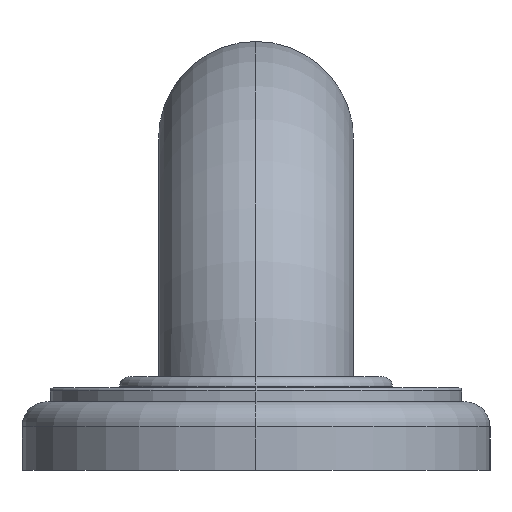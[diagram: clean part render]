
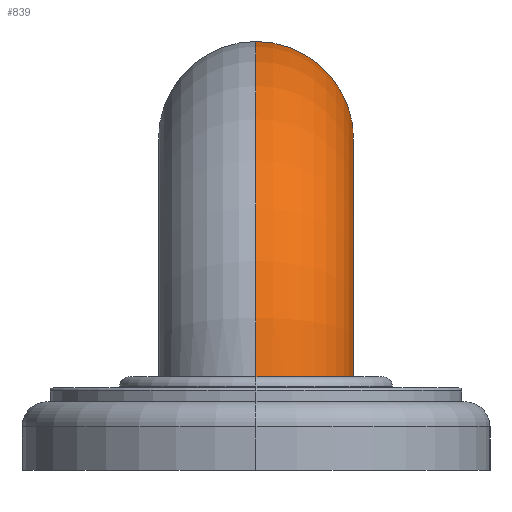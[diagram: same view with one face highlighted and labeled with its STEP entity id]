
A CAD part, left-side view. The second image highlights one B-rep face of the part: STEP entity #839.
In plain terms, the highlighted toroidal (fillet/blend) face has major radius 41.275 mm and minor radius 15.875 mm.
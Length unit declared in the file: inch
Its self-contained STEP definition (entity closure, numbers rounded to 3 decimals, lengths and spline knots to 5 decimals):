
#232=CARTESIAN_POINT('',(-6.375,0.,2.125));
#233=DIRECTION('',(1.,0.,0.));
#234=DIRECTION('',(0.,0.,1.));
#235=AXIS2_PLACEMENT_3D('',#232,#233,#234);
#241=CARTESIAN_POINT('',(-6.375,0.,0.5));
#242=DIRECTION('',(0.,1.,0.));
#243=DIRECTION('',(-0.999,0.,0.044));
#244=AXIS2_PLACEMENT_3D('',#241,#242,#243);
#246=CARTESIAN_POINT('',(-7.36999,0.,0.6));
#277=CARTESIAN_POINT('',(-8.62278,0.,0.6));
#279=CARTESIAN_POINT('',(-8.62278,0.,0.6));
#280=CARTESIAN_POINT('',(-8.62278,-0.02263,0.6));
#281=CARTESIAN_POINT('',(-8.62034,-0.06758,0.6));
#282=CARTESIAN_POINT('',(-8.60936,-0.13456,0.6));
#283=CARTESIAN_POINT('',(-8.59123,-0.19981,0.6));
#284=CARTESIAN_POINT('',(-8.56611,-0.26285,0.6));
#285=CARTESIAN_POINT('',(-8.53438,-0.32268,0.6));
#286=CARTESIAN_POINT('',(-8.49625,-0.37888,0.6));
#287=CARTESIAN_POINT('',(-8.4524,-0.43048,0.6));
#288=CARTESIAN_POINT('',(-8.40303,-0.47721,0.6));
#289=CARTESIAN_POINT('',(-8.3491,-0.51818,0.6));
#290=CARTESIAN_POINT('',(-8.29079,-0.55324,0.6));
#291=CARTESIAN_POINT('',(-8.22928,-0.58167,0.6));
#292=CARTESIAN_POINT('',(-8.16474,-0.6034,0.6));
#293=CARTESIAN_POINT('',(-8.09852,-0.61796,0.6));
#294=CARTESIAN_POINT('',(-8.03075,-0.62532,0.6));
#295=CARTESIAN_POINT('',(-7.9629,-0.62531,0.6));
#296=CARTESIAN_POINT('',(-7.8951,-0.61793,0.6));
#297=CARTESIAN_POINT('',(-7.8288,-0.60334,0.6));
#298=CARTESIAN_POINT('',(-7.76414,-0.58156,0.6));
#299=CARTESIAN_POINT('',(-7.70249,-0.55306,0.6));
#300=CARTESIAN_POINT('',(-7.64404,-0.51791,0.6));
#301=CARTESIAN_POINT('',(-7.58997,-0.47685,0.6));
#302=CARTESIAN_POINT('',(-7.54049,-0.43003,0.6));
#303=CARTESIAN_POINT('',(-7.49655,-0.37836,0.6));
#304=CARTESIAN_POINT('',(-7.45837,-0.32212,0.6));
#305=CARTESIAN_POINT('',(-7.42662,-0.26231,0.6));
#306=CARTESIAN_POINT('',(-7.4015,-0.19934,0.6));
#307=CARTESIAN_POINT('',(-7.38339,-0.13421,0.6));
#308=CARTESIAN_POINT('',(-7.37242,-0.0674,0.6));
#309=CARTESIAN_POINT('',(-7.36999,-0.02256,0.6));
#310=CARTESIAN_POINT('',(-7.36999,0.,0.6));
#456=CARTESIAN_POINT('',(-6.375,0.,0.5));
#457=DIRECTION('',(0.,1.,0.));
#458=DIRECTION('',(-0.995,0.,0.1));
#459=AXIS2_PLACEMENT_3D('',#456,#457,#458);
#542=CARTESIAN_POINT('',(-6.375,0.,1.5));
#543=CARTESIAN_POINT('',(-6.375,0.,2.75));
#544=VERTEX_POINT('',#542);
#545=VERTEX_POINT('',#543);
#552=VERTEX_POINT('',#246);
#553=VERTEX_POINT('',#277);
#825=CARTESIAN_POINT('',(-6.375,0.,0.5));
#826=DIRECTION('',(0.,1.,0.));
#827=DIRECTION('',(1.,0.,0.));
#828=AXIS2_PLACEMENT_3D('',#825,#826,#827);
#829=TOROIDAL_SURFACE('',#828,1.625,0.625);
#831=ORIENTED_EDGE('',*,*,#830,.F.);
#833=ORIENTED_EDGE('',*,*,#832,.T.);
#834=ORIENTED_EDGE('',*,*,#815,.T.);
#836=ORIENTED_EDGE('',*,*,#835,.F.);
#837=EDGE_LOOP('',(#831,#833,#834,#836));
#838=FACE_OUTER_BOUND('',#837,.F.);
#839=ADVANCED_FACE('',(#838),#829,.T.);
#236=CIRCLE('',#235,0.625);
#245=CIRCLE('',#244,2.25);
#311=B_SPLINE_CURVE_WITH_KNOTS('',3,(#279,#280,#281,#282,#283,#284,#285,#286,
#287,#288,#289,#290,#291,#292,#293,#294,#295,#296,#297,#298,#299,#300,#301,#302,
#303,#304,#305,#306,#307,#308,#309,#310),.UNSPECIFIED.,.F.,.F.,(4,1,1,1,1,1,1,1,
1,1,1,1,1,1,1,1,1,1,1,1,1,1,1,1,1,1,1,1,1,4),(0.,0.03448,
0.06897,0.10345,0.13793,0.17241,
0.2069,0.24138,0.27586,0.31034,
0.34483,0.37931,0.41379,0.44828,
0.48276,0.51724,0.55172,0.58621,
0.62069,0.65517,0.68966,0.72414,
0.75862,0.7931,0.82759,0.86207,
0.89655,0.93103,0.96552,1.),.UNSPECIFIED.);
#460=CIRCLE('',#459,1.);
#815=EDGE_CURVE('',#545,#544,#236,.T.);
#830=EDGE_CURVE('',#553,#552,#311,.T.);
#832=EDGE_CURVE('',#553,#545,#245,.T.);
#835=EDGE_CURVE('',#552,#544,#460,.T.);
